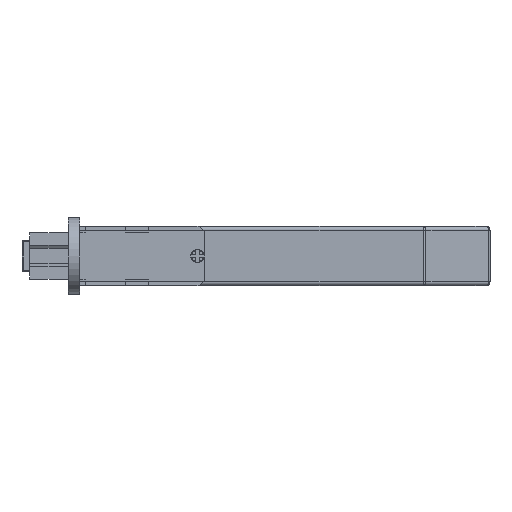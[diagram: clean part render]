
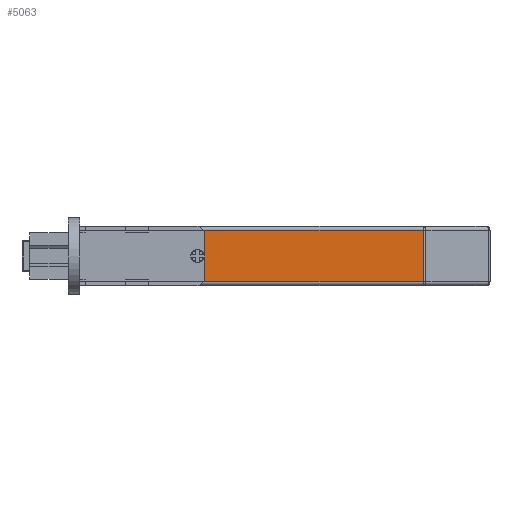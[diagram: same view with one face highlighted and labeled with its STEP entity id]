
A CAD part, front view. The second image highlights one B-rep face of the part: STEP entity #5063.
In plain terms, the highlighted planar face has unit normal (0, -1, 0).
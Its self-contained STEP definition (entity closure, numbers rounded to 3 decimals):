
#225 = FACE_OUTER_BOUND ( 'NONE', #4692, .T. ) ;
#267 = DIRECTION ( 'NONE',  ( 1., 0., 0. ) ) ;
#601 = CARTESIAN_POINT ( 'NONE',  ( 102.586, -14.7, -1.75 ) ) ;
#794 = DIRECTION ( 'NONE',  ( 0., -1., 0. ) ) ;
#1123 = AXIS2_PLACEMENT_3D ( 'NONE', #6540, #4832, #1795 ) ;
#1444 = CARTESIAN_POINT ( 'NONE',  ( 13., -14.7, -0.75 ) ) ;
#1795 = DIRECTION ( 'NONE',  ( 0., 0., -1. ) ) ;
#2116 = LINE ( 'NONE', #5879, #6036 ) ;
#2139 = DIRECTION ( 'NONE',  ( 0., -1., 0. ) ) ;
#2588 = CARTESIAN_POINT ( 'NONE',  ( 13., -14.7, -1.75 ) ) ;
#2643 = DIRECTION ( 'NONE',  ( -1., 0., 0. ) ) ;
#2644 = EDGE_CURVE ( 'NONE', #3874, #11740, #9081, .T. ) ;
#2657 = DIRECTION ( 'NONE',  ( 0., 0., 1. ) ) ;
#2766 = LINE ( 'NONE', #8558, #11942 ) ;
#3535 = CIRCLE ( 'NONE', #10068, 1.75 ) ;
#3815 = CARTESIAN_POINT ( 'NONE',  ( 43.75, -14.7, 6. ) ) ;
#3874 = VERTEX_POINT ( 'NONE', #1444 ) ;
#3982 = CARTESIAN_POINT ( 'NONE',  ( 13., -14.7, -1.75 ) ) ;
#4246 = LINE ( 'NONE', #601, #7373 ) ;
#4547 = CARTESIAN_POINT ( 'NONE',  ( 13., -14.7, 12.75 ) ) ;
#4692 = EDGE_LOOP ( 'NONE', ( #11077, #10649, #5881, #10963 ) ) ;
#4832 = DIRECTION ( 'NONE',  ( 0., -1., 0. ) ) ;
#4919 = FACE_BOUND ( 'NONE', #10382, .T. ) ;
#5015 = ORIENTED_EDGE ( 'NONE', *, *, #11148, .F. ) ;
#5063 = ADVANCED_FACE ( 'NONE', ( #4919, #225 ), #10618, .T. ) ;
#5879 = CARTESIAN_POINT ( 'NONE',  ( 103., -14.7, -0.75 ) ) ;
#5881 = ORIENTED_EDGE ( 'NONE', *, *, #9660, .T. ) ;
#5901 = DIRECTION ( 'NONE',  ( 0., 0., -1. ) ) ;
#6036 = VECTOR ( 'NONE', #267, 1000. ) ;
#6310 = VERTEX_POINT ( 'NONE', #12013 ) ;
#6426 = CIRCLE ( 'NONE', #1123, 1.75 ) ;
#6540 = CARTESIAN_POINT ( 'NONE',  ( 43.75, -14.7, 6. ) ) ;
#6764 = CARTESIAN_POINT ( 'NONE',  ( 102.586, -14.7, -0.75 ) ) ;
#6905 = VERTEX_POINT ( 'NONE', #6764 ) ;
#7373 = VECTOR ( 'NONE', #11913, 1000. ) ;
#7493 = EDGE_CURVE ( 'NONE', #8946, #6310, #3535, .T. ) ;
#8037 = VECTOR ( 'NONE', #2657, 1000. ) ;
#8265 = DIRECTION ( 'NONE',  ( 0., 0., -1. ) ) ;
#8277 = VERTEX_POINT ( 'NONE', #10577 ) ;
#8558 = CARTESIAN_POINT ( 'NONE',  ( 13., -14.7, 12.75 ) ) ;
#8946 = VERTEX_POINT ( 'NONE', #10969 ) ;
#9081 = LINE ( 'NONE', #2588, #8037 ) ;
#9467 = EDGE_CURVE ( 'NONE', #8277, #11740, #2766, .T. ) ;
#9660 = EDGE_CURVE ( 'NONE', #6905, #8277, #4246, .T. ) ;
#9918 = AXIS2_PLACEMENT_3D ( 'NONE', #3982, #2139, #5901 ) ;
#10068 = AXIS2_PLACEMENT_3D ( 'NONE', #3815, #794, #8265 ) ;
#10241 = EDGE_CURVE ( 'NONE', #3874, #6905, #2116, .T. ) ;
#10336 = ORIENTED_EDGE ( 'NONE', *, *, #7493, .F. ) ;
#10382 = EDGE_LOOP ( 'NONE', ( #10336, #5015 ) ) ;
#10577 = CARTESIAN_POINT ( 'NONE',  ( 102.586, -14.7, 12.75 ) ) ;
#10618 = PLANE ( 'NONE',  #9918 ) ;
#10649 = ORIENTED_EDGE ( 'NONE', *, *, #10241, .T. ) ;
#10963 = ORIENTED_EDGE ( 'NONE', *, *, #9467, .T. ) ;
#10969 = CARTESIAN_POINT ( 'NONE',  ( 43.75, -14.7, 4.25 ) ) ;
#11077 = ORIENTED_EDGE ( 'NONE', *, *, #2644, .F. ) ;
#11148 = EDGE_CURVE ( 'NONE', #6310, #8946, #6426, .T. ) ;
#11740 = VERTEX_POINT ( 'NONE', #4547 ) ;
#11913 = DIRECTION ( 'NONE',  ( 0., 0., 1. ) ) ;
#11942 = VECTOR ( 'NONE', #2643, 1000. ) ;
#12013 = CARTESIAN_POINT ( 'NONE',  ( 43.75, -14.7, 7.75 ) ) ;
